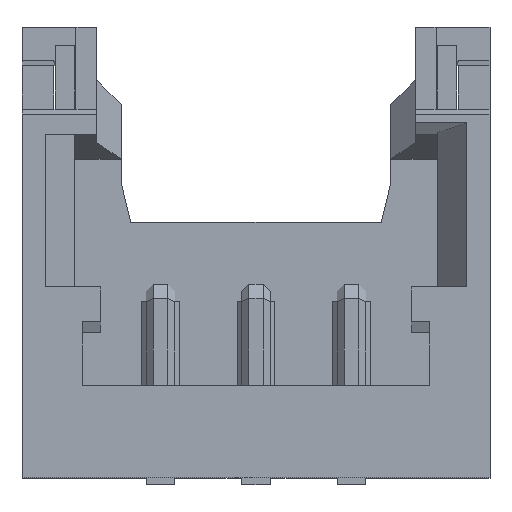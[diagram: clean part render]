
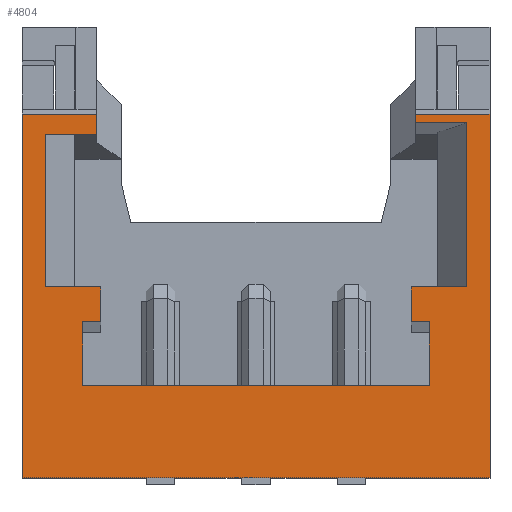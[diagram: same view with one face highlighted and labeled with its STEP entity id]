
A CAD part, top view. The second image highlights one B-rep face of the part: STEP entity #4804.
In plain terms, the highlighted planar face has unit normal (0, 0, 1).
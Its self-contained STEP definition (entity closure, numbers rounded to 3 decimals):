
#108=FACE_OUTER_BOUND('',#349,.T.);
#349=EDGE_LOOP('',(#3355,#3356,#3357,#3358,#3359,#3360,#3361,#3362,#3363,
#3364,#3365,#3366,#3367,#3368,#3369,#3370,#3371,#3372,#3373,#3374));
#675=LINE('',#6738,#1346);
#750=LINE('',#6888,#1421);
#764=LINE('',#6916,#1435);
#765=LINE('',#6918,#1436);
#766=LINE('',#6920,#1437);
#767=LINE('',#6922,#1438);
#768=LINE('',#6924,#1439);
#769=LINE('',#6926,#1440);
#770=LINE('',#6928,#1441);
#771=LINE('',#6930,#1442);
#772=LINE('',#6931,#1443);
#773=LINE('',#6933,#1444);
#774=LINE('',#6935,#1445);
#775=LINE('',#6937,#1446);
#776=LINE('',#6939,#1447);
#777=LINE('',#6941,#1448);
#778=LINE('',#6943,#1449);
#779=LINE('',#6945,#1450);
#780=LINE('',#6947,#1451);
#781=LINE('',#6948,#1452);
#1346=VECTOR('',#5507,3.81);
#1421=VECTOR('',#5606,4.9);
#1435=VECTOR('',#5622,3.63);
#1436=VECTOR('',#5623,0.665);
#1437=VECTOR('',#5624,0.19);
#1438=VECTOR('',#5625,0.365);
#1439=VECTOR('',#5626,0.58);
#1440=VECTOR('',#5627,1.6);
#1441=VECTOR('',#5628,0.535);
#1442=VECTOR('',#5629,0.21);
#1443=VECTOR('',#5630,0.78);
#1444=VECTOR('',#5631,3.81);
#1445=VECTOR('',#5632,0.78);
#1446=VECTOR('',#5633,0.09);
#1447=VECTOR('',#5634,0.535);
#1448=VECTOR('',#5635,1.72);
#1449=VECTOR('',#5636,0.58);
#1450=VECTOR('',#5637,0.365);
#1451=VECTOR('',#5638,0.19);
#1452=VECTOR('',#5639,0.665);
#1967=VERTEX_POINT('',#6735);
#1968=VERTEX_POINT('',#6737);
#2031=VERTEX_POINT('',#6887);
#2043=VERTEX_POINT('',#6914);
#2044=VERTEX_POINT('',#6915);
#2045=VERTEX_POINT('',#6917);
#2046=VERTEX_POINT('',#6919);
#2047=VERTEX_POINT('',#6921);
#2048=VERTEX_POINT('',#6923);
#2049=VERTEX_POINT('',#6925);
#2050=VERTEX_POINT('',#6927);
#2051=VERTEX_POINT('',#6929);
#2052=VERTEX_POINT('',#6932);
#2053=VERTEX_POINT('',#6934);
#2054=VERTEX_POINT('',#6936);
#2055=VERTEX_POINT('',#6938);
#2056=VERTEX_POINT('',#6940);
#2057=VERTEX_POINT('',#6942);
#2058=VERTEX_POINT('',#6944);
#2059=VERTEX_POINT('',#6946);
#2461=EDGE_CURVE('',#1968,#1967,#675,.T.);
#2536=EDGE_CURVE('',#1967,#2031,#750,.T.);
#2550=EDGE_CURVE('',#2043,#2044,#764,.T.);
#2551=EDGE_CURVE('',#2043,#2045,#765,.T.);
#2552=EDGE_CURVE('',#2045,#2046,#766,.T.);
#2553=EDGE_CURVE('',#2046,#2047,#767,.T.);
#2554=EDGE_CURVE('',#2048,#2047,#768,.T.);
#2555=EDGE_CURVE('',#2049,#2048,#769,.T.);
#2556=EDGE_CURVE('',#2050,#2049,#770,.T.);
#2557=EDGE_CURVE('',#2051,#2050,#771,.T.);
#2558=EDGE_CURVE('',#1968,#2051,#772,.T.);
#2559=EDGE_CURVE('',#2031,#2052,#773,.T.);
#2560=EDGE_CURVE('',#2053,#2052,#774,.T.);
#2561=EDGE_CURVE('',#2053,#2054,#775,.T.);
#2562=EDGE_CURVE('',#2055,#2054,#776,.T.);
#2563=EDGE_CURVE('',#2055,#2056,#777,.T.);
#2564=EDGE_CURVE('',#2056,#2057,#778,.T.);
#2565=EDGE_CURVE('',#2057,#2058,#779,.T.);
#2566=EDGE_CURVE('',#2058,#2059,#780,.T.);
#2567=EDGE_CURVE('',#2044,#2059,#781,.T.);
#3355=ORIENTED_EDGE('',*,*,#2550,.F.);
#3356=ORIENTED_EDGE('',*,*,#2551,.T.);
#3357=ORIENTED_EDGE('',*,*,#2552,.T.);
#3358=ORIENTED_EDGE('',*,*,#2553,.T.);
#3359=ORIENTED_EDGE('',*,*,#2554,.F.);
#3360=ORIENTED_EDGE('',*,*,#2555,.F.);
#3361=ORIENTED_EDGE('',*,*,#2556,.F.);
#3362=ORIENTED_EDGE('',*,*,#2557,.F.);
#3363=ORIENTED_EDGE('',*,*,#2558,.F.);
#3364=ORIENTED_EDGE('',*,*,#2461,.T.);
#3365=ORIENTED_EDGE('',*,*,#2536,.T.);
#3366=ORIENTED_EDGE('',*,*,#2559,.T.);
#3367=ORIENTED_EDGE('',*,*,#2560,.F.);
#3368=ORIENTED_EDGE('',*,*,#2561,.T.);
#3369=ORIENTED_EDGE('',*,*,#2562,.F.);
#3370=ORIENTED_EDGE('',*,*,#2563,.T.);
#3371=ORIENTED_EDGE('',*,*,#2564,.T.);
#3372=ORIENTED_EDGE('',*,*,#2565,.T.);
#3373=ORIENTED_EDGE('',*,*,#2566,.T.);
#3374=ORIENTED_EDGE('',*,*,#2567,.F.);
#4441=PLANE('',#5059);
#4804=ADVANCED_FACE('',(#108),#4441,.F.);
#5059=AXIS2_PLACEMENT_3D('',#6913,#5620,#5621);
#5507=DIRECTION('',(0.,-1.,0.));
#5606=DIRECTION('',(1.,0.,0.));
#5620=DIRECTION('center_axis',(0.,0.,-1.));
#5621=DIRECTION('ref_axis',(-1.,0.,0.));
#5622=DIRECTION('',(1.,0.,0.));
#5623=DIRECTION('',(0.,1.,0.));
#5624=DIRECTION('',(1.,0.,0.));
#5625=DIRECTION('',(0.,1.,0.));
#5626=DIRECTION('',(1.,0.,0.));
#5627=DIRECTION('',(0.,-1.,0.));
#5628=DIRECTION('',(-1.,0.,0.));
#5629=DIRECTION('',(0.,-1.,0.));
#5630=DIRECTION('',(1.,0.,0.));
#5631=DIRECTION('',(0.,1.,0.));
#5632=DIRECTION('',(1.,0.,0.));
#5633=DIRECTION('',(0.,-1.,0.));
#5634=DIRECTION('',(-1.,0.,0.));
#5635=DIRECTION('',(0.,-1.,0.));
#5636=DIRECTION('',(-1.,0.,0.));
#5637=DIRECTION('',(0.,-1.,0.));
#5638=DIRECTION('',(1.,0.,0.));
#5639=DIRECTION('',(0.,1.,0.));
#6735=CARTESIAN_POINT('',(-2.45,-2.325,0.6));
#6737=CARTESIAN_POINT('',(-2.45,1.485,0.6));
#6738=CARTESIAN_POINT('',(-2.45,1.485,0.6));
#6887=CARTESIAN_POINT('',(2.45,-2.325,0.6));
#6888=CARTESIAN_POINT('',(-2.45,-2.325,0.6));
#6913=CARTESIAN_POINT('Origin',(-0.5,-2.325,0.6));
#6914=CARTESIAN_POINT('',(-1.815,-1.355,0.6));
#6915=CARTESIAN_POINT('',(1.815,-1.355,0.6));
#6916=CARTESIAN_POINT('',(-1.815,-1.355,0.6));
#6917=CARTESIAN_POINT('',(-1.815,-0.69,0.6));
#6918=CARTESIAN_POINT('',(-1.815,-1.355,0.6));
#6919=CARTESIAN_POINT('',(-1.625,-0.69,0.6));
#6920=CARTESIAN_POINT('',(-1.815,-0.69,0.6));
#6921=CARTESIAN_POINT('',(-1.625,-0.325,0.6));
#6922=CARTESIAN_POINT('',(-1.625,-0.69,0.6));
#6923=CARTESIAN_POINT('',(-2.205,-0.325,0.6));
#6924=CARTESIAN_POINT('',(-2.205,-0.325,0.6));
#6925=CARTESIAN_POINT('',(-2.205,1.275,0.6));
#6926=CARTESIAN_POINT('',(-2.205,1.275,0.6));
#6927=CARTESIAN_POINT('',(-1.67,1.275,0.6));
#6928=CARTESIAN_POINT('',(-1.67,1.275,0.6));
#6929=CARTESIAN_POINT('',(-1.67,1.485,0.6));
#6930=CARTESIAN_POINT('',(-1.67,1.485,0.6));
#6931=CARTESIAN_POINT('',(-2.45,1.485,0.6));
#6932=CARTESIAN_POINT('',(2.45,1.485,0.6));
#6933=CARTESIAN_POINT('',(2.45,-2.325,0.6));
#6934=CARTESIAN_POINT('',(1.67,1.485,0.6));
#6935=CARTESIAN_POINT('',(1.67,1.485,0.6));
#6936=CARTESIAN_POINT('',(1.67,1.395,0.6));
#6937=CARTESIAN_POINT('',(1.67,1.485,0.6));
#6938=CARTESIAN_POINT('',(2.205,1.395,0.6));
#6939=CARTESIAN_POINT('',(2.205,1.395,0.6));
#6940=CARTESIAN_POINT('',(2.205,-0.325,0.6));
#6941=CARTESIAN_POINT('',(2.205,1.395,0.6));
#6942=CARTESIAN_POINT('',(1.625,-0.325,0.6));
#6943=CARTESIAN_POINT('',(2.205,-0.325,0.6));
#6944=CARTESIAN_POINT('',(1.625,-0.69,0.6));
#6945=CARTESIAN_POINT('',(1.625,-0.325,0.6));
#6946=CARTESIAN_POINT('',(1.815,-0.69,0.6));
#6947=CARTESIAN_POINT('',(1.625,-0.69,0.6));
#6948=CARTESIAN_POINT('',(1.815,-1.355,0.6));
